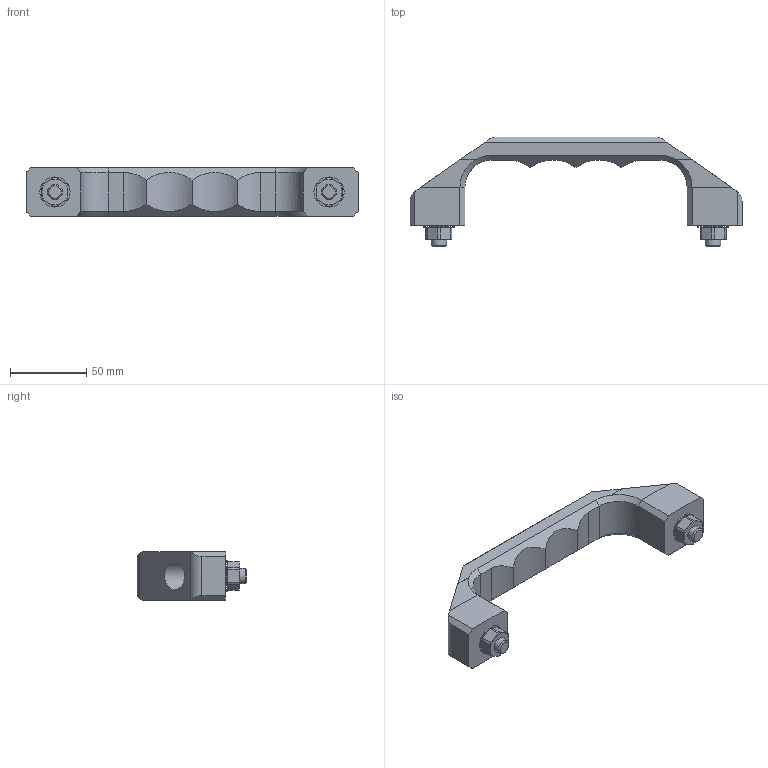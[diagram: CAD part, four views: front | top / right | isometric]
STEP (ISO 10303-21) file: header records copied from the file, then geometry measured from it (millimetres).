
FILE_DESCRIPTION( ( 'STEP AP214' ), '1' );
FILE_NAME( 'K0198.180101.stp', '2020-11-26T11:48:59', ( '' ), ( '' ), ' ', 'PARTsolutions', ' ' );
FILE_SCHEMA( ( 'AUTOMOTIVE_DESIGN { 1 0 10303 214 1 1 1 1 }' ) );
Length unit declared in the file: millimetre
Products named in the file (1): _K0198.180101
Bounding box: 217.99 x 71.98 x 32.02 mm (x, y, z)
Volume: 136991.8 mm3; surface area: 32293.6 mm2
Topology: 1 solids, 1 shells, 145 faces, 381 edges, 252 vertices
Faces by surface type: plane 81, cone 32, cylinder 32
Full cylindrical faces by diameter (mm): 10 x4, 16.8 x1, 17 x1, 18.52 x1, 18.72 x1, 19.82 x2
Entity records: 5726 total; most frequent: CARTESIAN_POINT 1062, ORIENTED_EDGE 724, DIRECTION 698, EDGE_CURVE 362, AXIS2_PLACEMENT_3D 249, VERTEX_POINT 249, LINE 200, VECTOR 200
